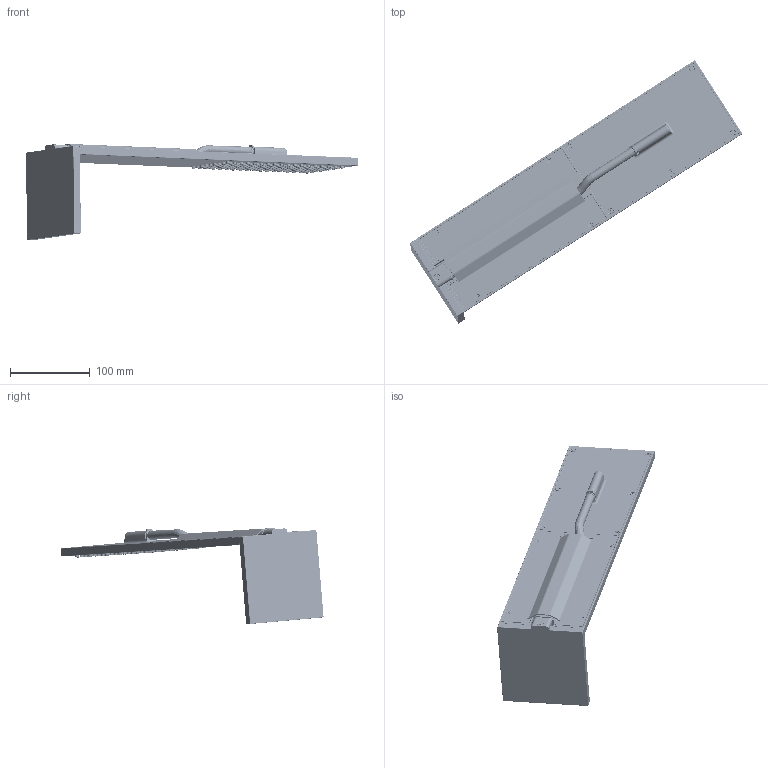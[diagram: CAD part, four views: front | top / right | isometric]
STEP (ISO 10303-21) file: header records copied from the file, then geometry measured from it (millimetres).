
FILE_DESCRIPTION(('CATIA V6 STEP','CAx-IF Rec.Pracs.--- Model Styling and Organization---1.5--- 2016-08-15','CAx-IF Rec.Pracs.---Supplemental Geometry---1.0---2011-11-01','CAx-IF Rec.Pracs.--- Composite Materials ---3.4---2017-06-13','CAx-IF Rec.Pracs.---Tessellated 3D Geometry---1.0---2015-12-17'),'2;1');
FILE_NAME('prd-HG-00231562.stp','2022-07-12T08:11:52+00:00',('none'),('none'),'3DEXPERIENCE Platform3DEXPERIENCE R2021x HotFix 8','3DEXPERIENCE Platform STEP AP242 v2','none');
FILE_SCHEMA(('AP242_MANAGED_MODEL_BASED_3D_ENGINEERING_MIM_LF {1 0 10303 442 1 1 4}'));
Products named in the file (15): P-2_AX_StarckNe_KB_250x250_1jet_Wand; P-2_Abdeckung_Wand_KB_Axor_Starck_Next; P-2_Abdeckung_Strahlkoerper_Showerplate_AX_Starck_Next; P-2_Strahleinsatz_SB_AX_Starck_Next; P-2_Deckel_Kopfbrause_AX_Starck_Next; V5_Zyl-Schraube_DIN_7984-M3x6-A2; P-2_Schlauchanschluss_oben_Axor_Starck; V5_Zyl-Schraube_DIN_912_M4x30; P-2_Gewebeschlauch_KB_Showerplate_1jet_2jet_(EB)_AX_Starck_Next; P-2_Gewebeschlauch_KB_Showerplate_1jet_2jet_(EB)_AX_Starck_Next_1; P-2_Nippel_Gewebeschlauch_Showerplate_Axor_Stark_Next; P-2_Presshuelse_Schlauch_AZB_ReFlex_(EB); P-2_Klammer_RD_3.0; FUE_Deckel_Schlauch_AX_Starck_Next; V5_Senkschraube_DIN7991-M3x6_A2
Assembly tree (26 placements, depth 3):
  P-2_AX_StarckNe_KB_250x250_1jet_Wand
    P-2_Abdeckung_Wand_KB_Axor_Starck_Next
    P-2_Abdeckung_Strahlkoerper_Showerplate_AX_Starck_Next
    P-2_Strahleinsatz_SB_AX_Starck_Next  x2
    P-2_Deckel_Kopfbrause_AX_Starck_Next
    V5_Zyl-Schraube_DIN_7984-M3x6-A2  x6
    P-2_Schlauchanschluss_oben_Axor_Starck
    V5_Zyl-Schraube_DIN_912_M4x30
    P-2_Gewebeschlauch_KB_Showerplate_1jet_2jet_(EB)_AX_Starck_Next
      P-2_Gewebeschlauch_KB_Showerplate_1jet_2jet_(EB)_AX_Starck_Next_1
      P-2_Nippel_Gewebeschlauch_Showerplate_Axor_Stark_Next  x2
      P-2_Presshuelse_Schlauch_AZB_ReFlex_(EB)  x2
    P-2_Klammer_RD_3.0  x2
    FUE_Deckel_Schlauch_AX_Starck_Next
    V5_Senkschraube_DIN7991-M3x6_A2  x4
Bounding box: 416.03 x 329.7 x 120.41 mm (x, y, z)
Volume: 700468.3 mm3; surface area: 287633.5 mm2
Topology: 25 solids, 25 shells, 4901 faces, 10102 edges, 6386 vertices
Faces by surface type: cone 2064, plane 1439, cylinder 578, bspline 408, torus 404, revolution 8
Entity records: 93891 total; most frequent: CARTESIAN_POINT 42880, ORIENTED_EDGE 11510, DIRECTION 7065, EDGE_CURVE 5755, AXIS2_PLACEMENT_3D 3859, VERTEX_POINT 3670, EDGE_LOOP 3431, ADVANCED_FACE 2767
